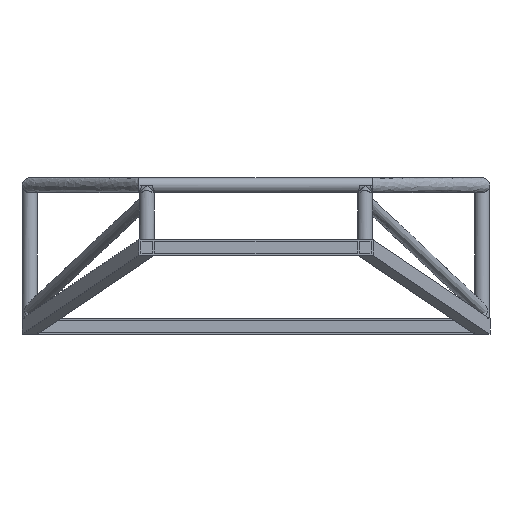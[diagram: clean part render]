
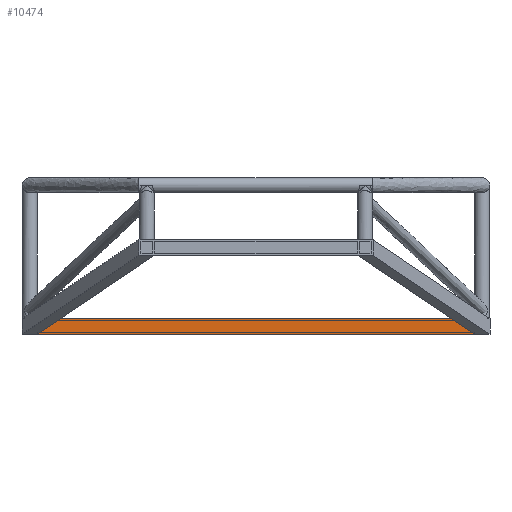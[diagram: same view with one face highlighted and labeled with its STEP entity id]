
A CAD part, front view. The second image highlights one B-rep face of the part: STEP entity #10474.
In plain terms, the highlighted planar face has unit normal (0, -1, 0).
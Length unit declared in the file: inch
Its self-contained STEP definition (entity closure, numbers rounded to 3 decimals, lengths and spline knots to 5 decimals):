
#1998=FACE_OUTER_BOUND('',#2674,.T.);
#2674=EDGE_LOOP('',(#8974,#8975,#8976,#8977));
#3211=LINE('',#20191,#3791);
#3224=LINE('',#20214,#3804);
#3320=LINE('',#20403,#3900);
#3332=LINE('',#20540,#3912);
#3791=VECTOR('',#13724,0.3937);
#3804=VECTOR('',#13747,0.3937);
#3900=VECTOR('',#13921,0.3937);
#3912=VECTOR('',#13979,0.3937);
#4715=VERTEX_POINT('',#20189);
#4716=VERTEX_POINT('',#20190);
#4721=VERTEX_POINT('',#20213);
#4775=VERTEX_POINT('',#20394);
#6079=EDGE_CURVE('',#4715,#4716,#3211,.T.);
#6092=EDGE_CURVE('',#4715,#4721,#3224,.T.);
#6188=EDGE_CURVE('',#4721,#4775,#3320,.T.);
#6216=EDGE_CURVE('',#4716,#4775,#3332,.T.);
#8974=ORIENTED_EDGE('',*,*,#6079,.F.);
#8975=ORIENTED_EDGE('',*,*,#6092,.T.);
#8976=ORIENTED_EDGE('',*,*,#6188,.T.);
#8977=ORIENTED_EDGE('',*,*,#6216,.F.);
#9986=PLANE('',#11588);
#10474=ADVANCED_FACE('',(#1998),#9986,.T.);
#11588=AXIS2_PLACEMENT_3D('',#20640,#14023,#14024);
#13724=DIRECTION('',(0.,0.,1.));
#13747=DIRECTION('',(1.,0.,0.));
#13921=DIRECTION('',(0.,0.,1.));
#13979=DIRECTION('',(1.,0.,0.));
#14023=DIRECTION('center_axis',(0.,-1.,0.));
#14024=DIRECTION('ref_axis',(0.,0.,-1.));
#20189=CARTESIAN_POINT('',(1.,0.,-18.85));
#20190=CARTESIAN_POINT('',(1.,0.,-16.85));
#20191=CARTESIAN_POINT('',(1.,0.,-18.85));
#20213=CARTESIAN_POINT('',(56.2,0.,-18.85));
#20214=CARTESIAN_POINT('',(1.,0.,-18.85));
#20394=CARTESIAN_POINT('',(56.2,0.,-16.85));
#20403=CARTESIAN_POINT('',(56.2,0.,-18.85));
#20540=CARTESIAN_POINT('',(1.,0.,-16.85));
#20640=CARTESIAN_POINT('Origin',(1.,0.,-16.85));
